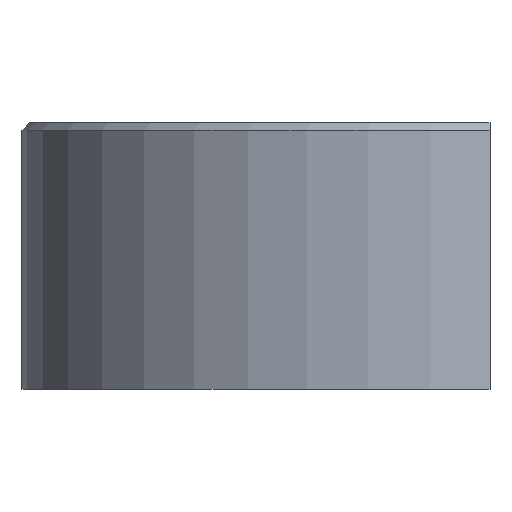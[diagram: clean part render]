
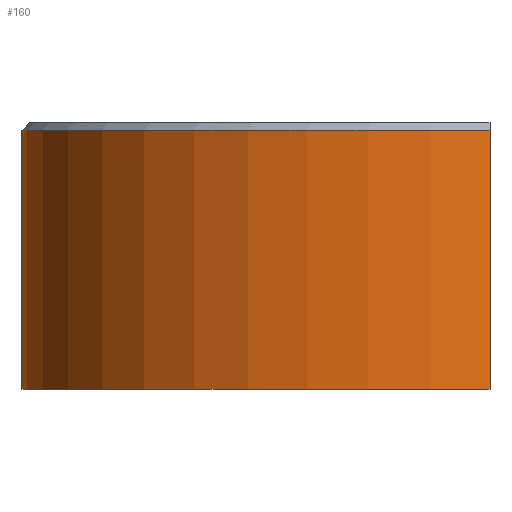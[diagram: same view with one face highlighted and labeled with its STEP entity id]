
A CAD part, front view. The second image highlights one B-rep face of the part: STEP entity #160.
In plain terms, the highlighted cylindrical face has radius 73.025 mm (diameter 146.05 mm), a partial arc.
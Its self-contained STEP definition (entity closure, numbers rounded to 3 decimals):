
#42=CYLINDRICAL_SURFACE('',#479,73.025);
#77=LINE('',#638,#111);
#103=LINE('',#717,#137);
#111=VECTOR('',#506,1.);
#137=VECTOR('',#594,1.);
#160=ADVANCED_FACE('',(#181),#42,.T.);
#181=FACE_OUTER_BOUND('',#210,.T.);
#210=EDGE_LOOP('',(#326,#327,#328,#329));
#217=CIRCLE('',#440,73.025);
#234=CIRCLE('',#478,73.025);
#326=ORIENTED_EDGE('',*,*,#384,.F.);
#327=ORIENTED_EDGE('',*,*,#433,.F.);
#328=ORIENTED_EDGE('',*,*,#434,.F.);
#329=ORIENTED_EDGE('',*,*,#395,.T.);
#345=VERTEX_POINT('',#608);
#348=VERTEX_POINT('',#615);
#358=VERTEX_POINT('',#639);
#380=VERTEX_POINT('',#718);
#384=EDGE_CURVE('',#348,#345,#217,.T.);
#395=EDGE_CURVE('',#358,#345,#77,.T.);
#433=EDGE_CURVE('',#380,#348,#103,.T.);
#434=EDGE_CURVE('',#358,#380,#234,.T.);
#440=AXIS2_PLACEMENT_3D('',#616,#486,#487);
#478=AXIS2_PLACEMENT_3D('',#719,#595,#596);
#479=AXIS2_PLACEMENT_3D('',#720,#597,#598);
#486=DIRECTION('',(0.,0.,1.));
#487=DIRECTION('',(0.,-1.,0.));
#506=DIRECTION('',(0.,0.,1.));
#594=DIRECTION('',(0.,0.,1.));
#595=DIRECTION('',(0.,0.,-1.));
#596=DIRECTION('',(-1.,0.,0.));
#597=DIRECTION('',(0.,0.,-1.));
#598=DIRECTION('',(-1.,0.,0.));
#608=CARTESIAN_POINT('',(20.574,-70.067,51.816));
#615=CARTESIAN_POINT('',(20.574,70.067,51.816));
#616=CARTESIAN_POINT('',(0.,0.,51.816));
#638=CARTESIAN_POINT('',(20.574,-70.067,25.908));
#639=CARTESIAN_POINT('',(20.574,-70.067,0.));
#717=CARTESIAN_POINT('',(20.574,70.067,25.908));
#718=CARTESIAN_POINT('',(20.574,70.067,0.));
#719=CARTESIAN_POINT('',(0.,0.,0.));
#720=CARTESIAN_POINT('',(0.,0.,51.816));
